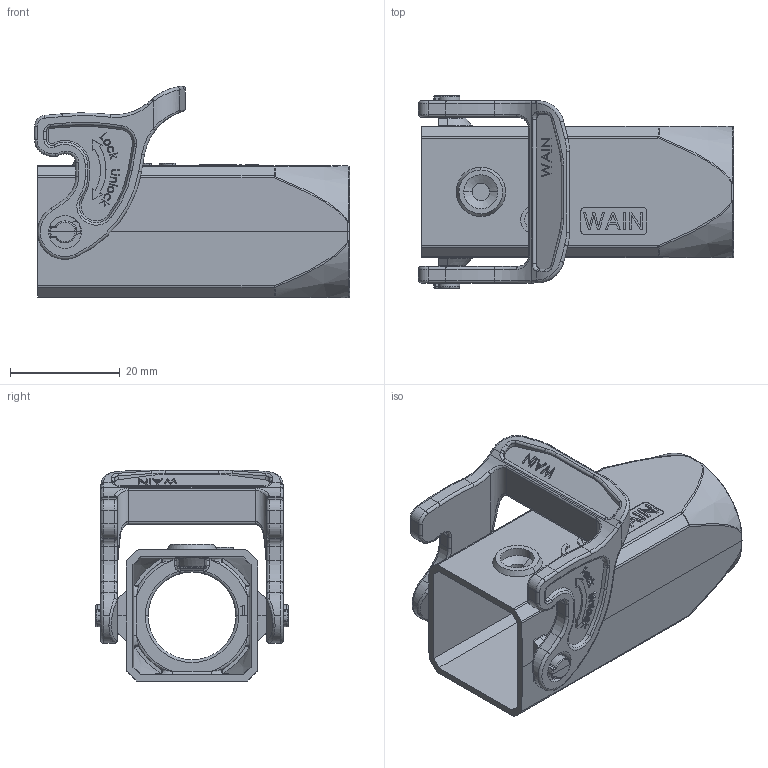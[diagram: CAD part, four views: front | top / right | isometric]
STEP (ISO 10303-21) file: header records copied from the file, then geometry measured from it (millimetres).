
FILE_DESCRIPTION((''),'2;1');
FILE_NAME('3D_1180037271008_H3A_P-CCT-1L-P','2024-01-12T',('yp.zhu'),(''),'PRO/ENGINEER BY PARAMETRIC TECHNOLOGY CORPORATION, 2012480','PRO/ENGINEER BY PARAMETRIC TECHNOLOGY CORPORATION, 2012480','');
FILE_SCHEMA(('CONFIG_CONTROL_DESIGN'));
Products named in the file (1): 3D_1180037271008_H3A_P-CCT-1L-P
Bounding box: 57.36 x 35 x 38.53 mm (x, y, z)
Volume: 12273 mm3; surface area: 13789.9 mm2
Topology: 1 solids, 1 shells, 993 faces, 2569 edges, 1609 vertices
Faces by surface type: plane 381, bspline 251, cylinder 182, torus 101, cone 44, extrusion 18, sphere 16
Entity records: 44916 total; most frequent: CARTESIAN_POINT 22656, ORIENTED_EDGE 5106, DIRECTION 3803, EDGE_CURVE 2553, VERTEX_POINT 1609, AXIS2_PLACEMENT_3D 1269, VECTOR 1265, LINE 1247
